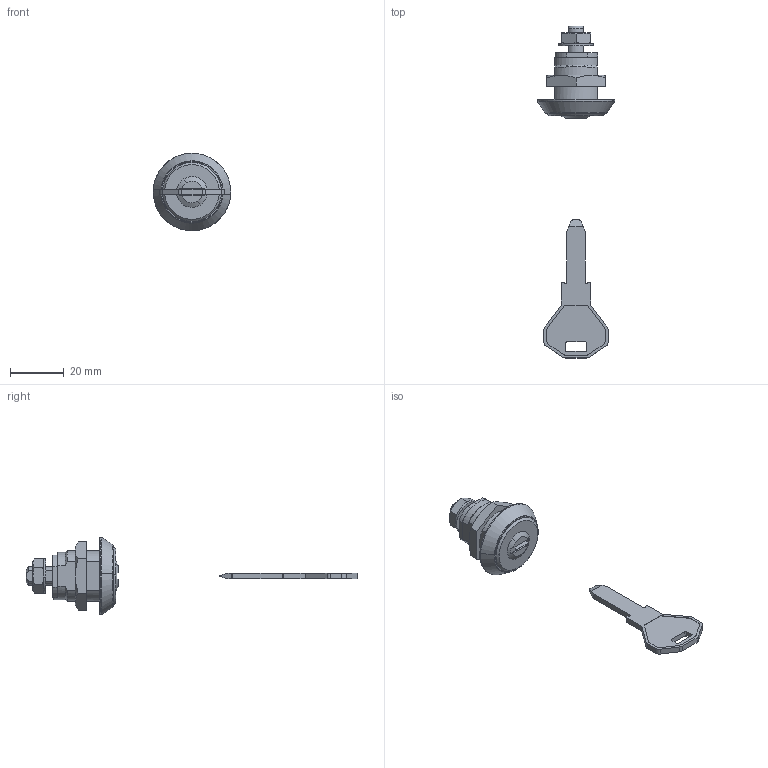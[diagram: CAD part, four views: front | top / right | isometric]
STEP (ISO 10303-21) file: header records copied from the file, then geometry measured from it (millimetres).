
FILE_DESCRIPTION((''),'2;1');
FILE_NAME('','2008-04-30T19:32:43',(''),(''),'','CADfix','');
FILE_SCHEMA(('AUTOMOTIVE_DESIGN { 1 0 10303 214 1 1 1 1 }'));
Length unit declared in the file: millimetre
Bounding box: 28.95 x 123.8 x 29 mm (x, y, z)
Volume: 9711.8 mm3; surface area: 6321.7 mm2
Topology: 6 solids, 6 shells, 209 faces, 583 edges, 394 vertices
Faces by surface type: bspline 209
Entity records: 7006 total; most frequent: CARTESIAN_POINT 3623, ORIENTED_EDGE 1166, EDGE_CURVE 583, VERTEX_POINT 394, QUASI_UNIFORM_CURVE 306, EDGE_LOOP 227, FACE_OUTER_BOUND 209, ADVANCED_FACE 209
